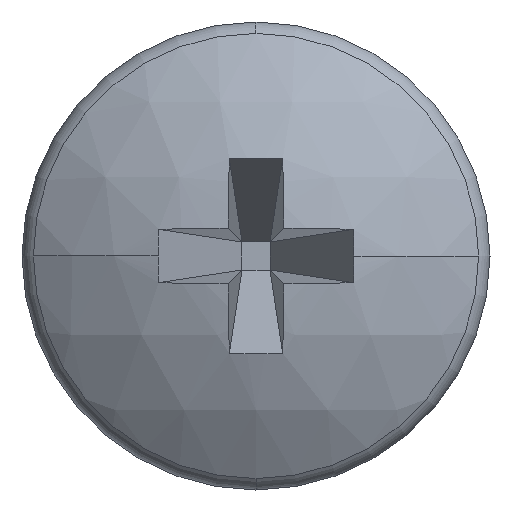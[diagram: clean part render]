
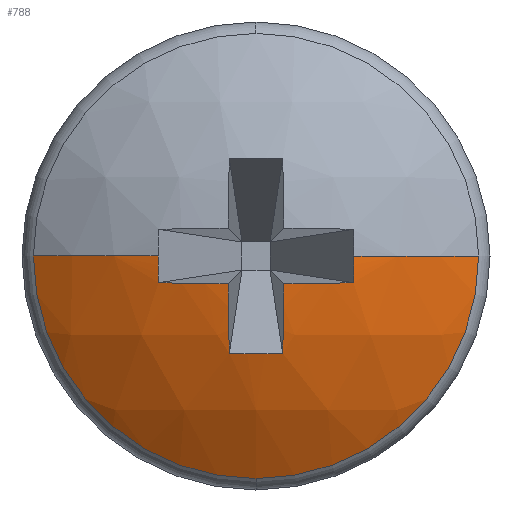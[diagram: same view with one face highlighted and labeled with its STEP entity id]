
A CAD part, left-side view. The second image highlights one B-rep face of the part: STEP entity #788.
In plain terms, the highlighted spherical face has radius 3.2 mm.
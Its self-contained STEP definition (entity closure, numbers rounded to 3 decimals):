
#2 = CARTESIAN_POINT ( 'NONE',  ( 0.627, 0., -1.903 ) ) ;
#4 = CARTESIAN_POINT ( 'NONE',  ( 2.64, 0., 0.843 ) ) ;
#6 = EDGE_CURVE ( 'NONE', #192, #127, #657, .T. ) ;
#30 = AXIS2_PLACEMENT_3D ( 'NONE', #232, #709, #89 ) ;
#34 = CIRCLE ( 'NONE', #72, 3.2 ) ;
#59 = DIRECTION ( 'NONE',  ( 0., 0., 1. ) ) ;
#61 = EDGE_CURVE ( 'NONE', #473, #604, #852, .T. ) ;
#69 = ORIENTED_EDGE ( 'NONE', *, *, #233, .T. ) ;
#72 = AXIS2_PLACEMENT_3D ( 'NONE', #771, #785, #933 ) ;
#74 = CIRCLE ( 'NONE', #310, 3.199 ) ;
#89 = DIRECTION ( 'NONE',  ( 0., 0., 1. ) ) ;
#99 = DIRECTION ( 'NONE',  ( 0.553, 0.833, 0. ) ) ;
#102 = ORIENTED_EDGE ( 'NONE', *, *, #543, .T. ) ;
#125 = CARTESIAN_POINT ( 'NONE',  ( 0.118, 0.228, -0.831 ) ) ;
#127 = VERTEX_POINT ( 'NONE', #195 ) ;
#134 = VERTEX_POINT ( 'NONE', #758 ) ;
#162 = ORIENTED_EDGE ( 'NONE', *, *, #1015, .T. ) ;
#192 = VERTEX_POINT ( 'NONE', #602 ) ;
#195 = CARTESIAN_POINT ( 'NONE',  ( 0.018, -0.238, -0.238 ) ) ;
#209 = VERTEX_POINT ( 'NONE', #790 ) ;
#214 = CARTESIAN_POINT ( 'NONE',  ( 3.2, 0., 0. ) ) ;
#215 = EDGE_LOOP ( 'NONE', ( #369, #69, #102, #332, #324, #739, #162, #587, #218, #978, #900 ) ) ;
#216 = CARTESIAN_POINT ( 'NONE',  ( 0.018, 0.238, -0.238 ) ) ;
#218 = ORIENTED_EDGE ( 'NONE', *, *, #672, .F. ) ;
#224 = DIRECTION ( 'NONE',  ( 0.995, 0., 0.1 ) ) ;
#225 = AXIS2_PLACEMENT_3D ( 'NONE', #214, #305, #441 ) ;
#232 = CARTESIAN_POINT ( 'NONE',  ( 0.627, 0., 0. ) ) ;
#233 = EDGE_CURVE ( 'NONE', #706, #932, #475, .T. ) ;
#240 = AXIS2_PLACEMENT_3D ( 'NONE', #964, #927, #914 ) ;
#260 = CARTESIAN_POINT ( 'NONE',  ( 3.192, 0., 0.082 ) ) ;
#262 = CARTESIAN_POINT ( 'NONE',  ( 2.64, -0.843, 0. ) ) ;
#270 = AXIS2_PLACEMENT_3D ( 'NONE', #654, #286, #897 ) ;
#271 = DIRECTION ( 'NONE',  ( 0.995, 0., 0.1 ) ) ;
#283 = DIRECTION ( 'NONE',  ( 0.833, 0.553, 0. ) ) ;
#286 = DIRECTION ( 'NONE',  ( -0.1, -0.995, 0. ) ) ;
#290 = CARTESIAN_POINT ( 'NONE',  ( 0.111, 0.836, 0. ) ) ;
#305 = DIRECTION ( 'NONE',  ( 0., 0., -1. ) ) ;
#308 = CARTESIAN_POINT ( 'NONE',  ( 3.2, 0., 0. ) ) ;
#310 = AXIS2_PLACEMENT_3D ( 'NONE', #379, #929, #224 ) ;
#315 = EDGE_CURVE ( 'NONE', #127, #860, #338, .T. ) ;
#324 = ORIENTED_EDGE ( 'NONE', *, *, #315, .F. ) ;
#327 = AXIS2_PLACEMENT_3D ( 'NONE', #308, #59, #849 ) ;
#332 = ORIENTED_EDGE ( 'NONE', *, *, #815, .T. ) ;
#338 = CIRCLE ( 'NONE', #902, 3.199 ) ;
#348 = DIRECTION ( 'NONE',  ( -0.1, 0.995, 0. ) ) ;
#369 = ORIENTED_EDGE ( 'NONE', *, *, #805, .T. ) ;
#371 = CARTESIAN_POINT ( 'NONE',  ( 2.64, 0.843, 0. ) ) ;
#379 = CARTESIAN_POINT ( 'NONE',  ( 3.192, 0., 0.082 ) ) ;
#389 = AXIS2_PLACEMENT_3D ( 'NONE', #371, #990, #283 ) ;
#400 = CIRCLE ( 'NONE', #270, 3.199 ) ;
#404 = AXIS2_PLACEMENT_3D ( 'NONE', #4, #960, #975 ) ;
#408 = DIRECTION ( 'NONE',  ( -0.1, 0., 0.995 ) ) ;
#416 = EDGE_CURVE ( 'NONE', #598, #833, #400, .T. ) ;
#427 = DIRECTION ( 'NONE',  ( -0.833, 0.553, 0. ) ) ;
#435 = CARTESIAN_POINT ( 'NONE',  ( 0.118, 0.831, -0.228 ) ) ;
#441 = DIRECTION ( 'NONE',  ( 0., 1., 0. ) ) ;
#464 = CIRCLE ( 'NONE', #389, 3.036 ) ;
#473 = VERTEX_POINT ( 'NONE', #435 ) ;
#475 = CIRCLE ( 'NONE', #30, 1.903 ) ;
#543 = EDGE_CURVE ( 'NONE', #932, #134, #34, .T. ) ;
#578 = CIRCLE ( 'NONE', #240, 1.903 ) ;
#587 = ORIENTED_EDGE ( 'NONE', *, *, #416, .F. ) ;
#596 = CARTESIAN_POINT ( 'NONE',  ( 0.118, -0.831, -0.228 ) ) ;
#598 = VERTEX_POINT ( 'NONE', #216 ) ;
#602 = CARTESIAN_POINT ( 'NONE',  ( 0.118, -0.228, -0.831 ) ) ;
#604 = VERTEX_POINT ( 'NONE', #290 ) ;
#654 = CARTESIAN_POINT ( 'NONE',  ( 3.192, -0.082, 0. ) ) ;
#657 = CIRCLE ( 'NONE', #899, 3.199 ) ;
#671 = EDGE_CURVE ( 'NONE', #209, #604, #1007, .T. ) ;
#672 = EDGE_CURVE ( 'NONE', #473, #598, #74, .T. ) ;
#706 = VERTEX_POINT ( 'NONE', #2 ) ;
#709 = DIRECTION ( 'NONE',  ( -1., 0., 0. ) ) ;
#735 = FACE_OUTER_BOUND ( 'NONE', #215, .T. ) ;
#739 = ORIENTED_EDGE ( 'NONE', *, *, #6, .F. ) ;
#758 = CARTESIAN_POINT ( 'NONE',  ( 0.111, -0.836, 0. ) ) ;
#771 = CARTESIAN_POINT ( 'NONE',  ( 3.2, 0., 0. ) ) ;
#785 = DIRECTION ( 'NONE',  ( 0., 0., -1. ) ) ;
#788 = ADVANCED_FACE ( 'NONE', ( #735 ), #1001, .T. ) ;
#790 = CARTESIAN_POINT ( 'NONE',  ( 0.627, 1.903, 0. ) ) ;
#805 = EDGE_CURVE ( 'NONE', #209, #706, #578, .T. ) ;
#815 = EDGE_CURVE ( 'NONE', #134, #860, #464, .T. ) ;
#820 = CARTESIAN_POINT ( 'NONE',  ( 3.192, 0.082, 0. ) ) ;
#833 = VERTEX_POINT ( 'NONE', #125 ) ;
#842 = CIRCLE ( 'NONE', #404, 3.036 ) ;
#849 = DIRECTION ( 'NONE',  ( 0., -1., 0. ) ) ;
#852 = CIRCLE ( 'NONE', #868, 3.036 ) ;
#860 = VERTEX_POINT ( 'NONE', #596 ) ;
#862 = CARTESIAN_POINT ( 'NONE',  ( 0.627, -1.903, 0. ) ) ;
#868 = AXIS2_PLACEMENT_3D ( 'NONE', #262, #99, #427 ) ;
#897 = DIRECTION ( 'NONE',  ( 0.995, -0.1, 0. ) ) ;
#899 = AXIS2_PLACEMENT_3D ( 'NONE', #820, #348, #961 ) ;
#900 = ORIENTED_EDGE ( 'NONE', *, *, #671, .F. ) ;
#902 = AXIS2_PLACEMENT_3D ( 'NONE', #260, #408, #271 ) ;
#914 = DIRECTION ( 'NONE',  ( 0., 0., 1. ) ) ;
#927 = DIRECTION ( 'NONE',  ( -1., 0., 0. ) ) ;
#929 = DIRECTION ( 'NONE',  ( -0.1, 0., 0.995 ) ) ;
#932 = VERTEX_POINT ( 'NONE', #862 ) ;
#933 = DIRECTION ( 'NONE',  ( 0., 1., 0. ) ) ;
#960 = DIRECTION ( 'NONE',  ( 0.553, 0., -0.833 ) ) ;
#961 = DIRECTION ( 'NONE',  ( -0.995, -0.1, 0. ) ) ;
#964 = CARTESIAN_POINT ( 'NONE',  ( 0.627, 0., 0. ) ) ;
#975 = DIRECTION ( 'NONE',  ( -0.833, 0., -0.553 ) ) ;
#978 = ORIENTED_EDGE ( 'NONE', *, *, #61, .T. ) ;
#990 = DIRECTION ( 'NONE',  ( 0.553, -0.833, 0. ) ) ;
#1001 = SPHERICAL_SURFACE ( 'NONE', #225, 3.2 ) ;
#1007 = CIRCLE ( 'NONE', #327, 3.2 ) ;
#1015 = EDGE_CURVE ( 'NONE', #192, #833, #842, .T. ) ;
